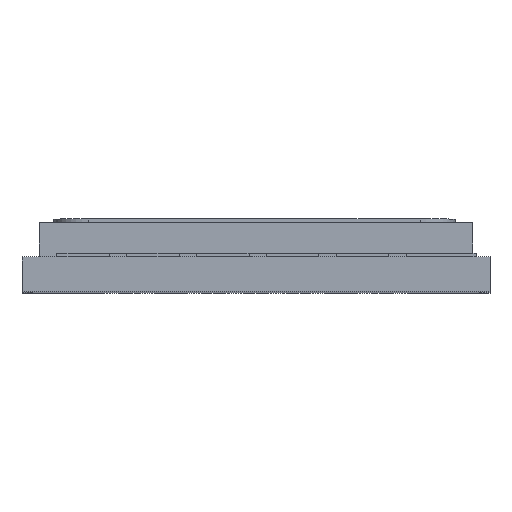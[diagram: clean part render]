
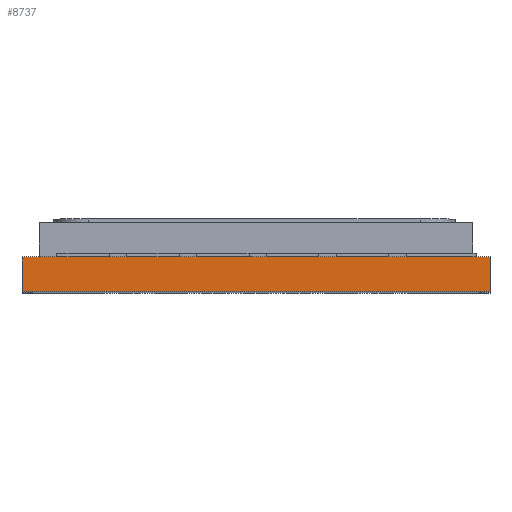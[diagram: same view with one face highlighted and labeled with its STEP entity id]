
A CAD part, top view. The second image highlights one B-rep face of the part: STEP entity #8737.
In plain terms, the highlighted planar face has unit normal (0, 0, 1).
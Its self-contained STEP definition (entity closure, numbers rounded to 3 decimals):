
#129 = EDGE_CURVE ( 'NONE', #2889, #8320, #10159, .T. ) ;
#432 = ORIENTED_EDGE ( 'NONE', *, *, #3296, .T. ) ;
#758 = CARTESIAN_POINT ( 'NONE',  ( 0., 0., 25.8 ) ) ;
#1314 = FACE_OUTER_BOUND ( 'NONE', #4134, .T. ) ;
#1344 = VECTOR ( 'NONE', #4021, 1000. ) ;
#1387 = LINE ( 'NONE', #8642, #9783 ) ;
#1409 = CARTESIAN_POINT ( 'NONE',  ( 0., 1., 25.8 ) ) ;
#1606 = ORIENTED_EDGE ( 'NONE', *, *, #4928, .F. ) ;
#1666 = CARTESIAN_POINT ( 'NONE',  ( -13.4, 0., 25.8 ) ) ;
#2401 = ORIENTED_EDGE ( 'NONE', *, *, #129, .T. ) ;
#2490 = VERTEX_POINT ( 'NONE', #1409 ) ;
#2889 = VERTEX_POINT ( 'NONE', #4673 ) ;
#2892 = VECTOR ( 'NONE', #6530, 1000. ) ;
#3296 = EDGE_CURVE ( 'NONE', #2490, #10402, #6423, .T. ) ;
#3848 = DIRECTION ( 'NONE',  ( 1., 0., 0. ) ) ;
#4021 = DIRECTION ( 'NONE',  ( -1., 0., 0. ) ) ;
#4134 = EDGE_LOOP ( 'NONE', ( #1606, #432, #7282, #2401 ) ) ;
#4673 = CARTESIAN_POINT ( 'NONE',  ( -13.4, 0., 25.8 ) ) ;
#4928 = EDGE_CURVE ( 'NONE', #2490, #8320, #1387, .T. ) ;
#4969 = CARTESIAN_POINT ( 'NONE',  ( -13.4, 1., 25.8 ) ) ;
#5146 = CARTESIAN_POINT ( 'NONE',  ( -13.4, 0., 25.8 ) ) ;
#5658 = CARTESIAN_POINT ( 'NONE',  ( -13.4, 1., 25.8 ) ) ;
#6410 = EDGE_CURVE ( 'NONE', #10402, #2889, #10389, .T. ) ;
#6423 = LINE ( 'NONE', #5658, #1344 ) ;
#6530 = DIRECTION ( 'NONE',  ( 0., -1., 0. ) ) ;
#6974 = PLANE ( 'NONE',  #10313 ) ;
#7282 = ORIENTED_EDGE ( 'NONE', *, *, #6410, .T. ) ;
#8320 = VERTEX_POINT ( 'NONE', #758 ) ;
#8642 = CARTESIAN_POINT ( 'NONE',  ( 0., 0., 25.8 ) ) ;
#8737 = ADVANCED_FACE ( 'NONE', ( #1314 ), #6974, .T. ) ;
#9282 = DIRECTION ( 'NONE',  ( 1., 0., 0. ) ) ;
#9635 = DIRECTION ( 'NONE',  ( 0., -1., 0. ) ) ;
#9783 = VECTOR ( 'NONE', #9635, 1000. ) ;
#10159 = LINE ( 'NONE', #5146, #10181 ) ;
#10181 = VECTOR ( 'NONE', #9282, 1000. ) ;
#10313 = AXIS2_PLACEMENT_3D ( 'NONE', #10403, #10360, #3848 ) ;
#10360 = DIRECTION ( 'NONE',  ( 0., 0., 1. ) ) ;
#10389 = LINE ( 'NONE', #1666, #2892 ) ;
#10402 = VERTEX_POINT ( 'NONE', #4969 ) ;
#10403 = CARTESIAN_POINT ( 'NONE',  ( -13.4, 0., 25.8 ) ) ;
